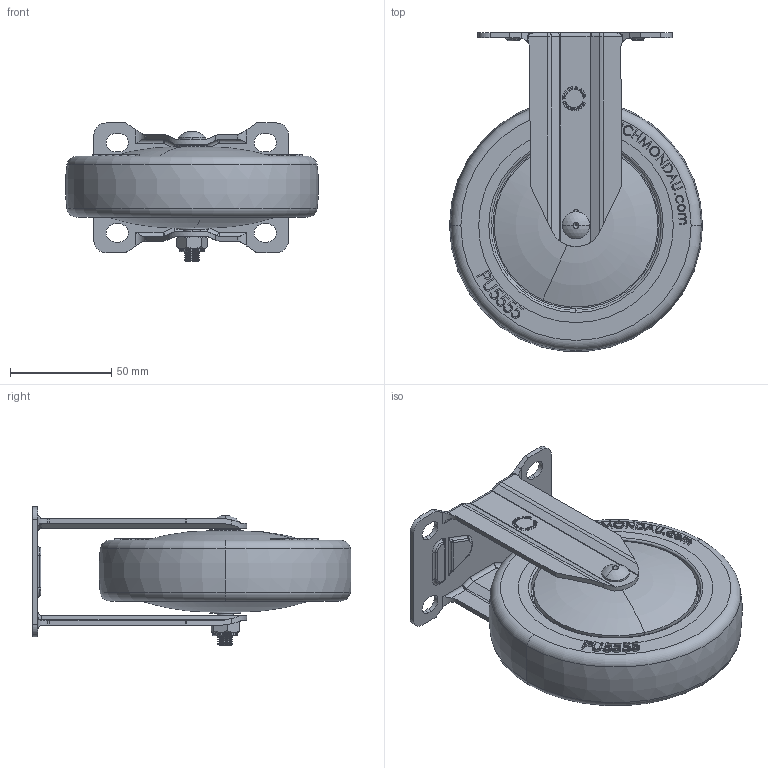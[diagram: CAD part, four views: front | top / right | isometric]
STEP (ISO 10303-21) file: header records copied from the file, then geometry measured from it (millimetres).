
FILE_DESCRIPTION (( 'STEP AP203' ), '1' );
FILE_NAME ('R5526.STEP', '2020-02-21T05:31:36', ( '' ), ( '' ), 'SwSTEP 2.0', 'SolidWorks 2013', '' );
FILE_SCHEMA (( 'CONFIG_CONTROL_DESIGN' ));
Length unit declared in the file: millimetre
Products named in the file (1): R5526
Bounding box: 124.83 x 157.15 x 68.1 mm (x, y, z)
Volume: 341272.3 mm3; surface area: 118964.9 mm2
Topology: 7 solids, 8 shells, 1064 faces, 2681 edges, 1697 vertices
Faces by surface type: plane 477, bspline 204, cylinder 165, torus 146, cone 62, sphere 10
Entity records: 42873 total; most frequent: CARTESIAN_POINT 18379, ORIENTED_EDGE 5346, DIRECTION 4560, EDGE_CURVE 2673, VERTEX_POINT 1697, VECTOR 1548, LINE 1548, AXIS2_PLACEMENT_3D 1506
